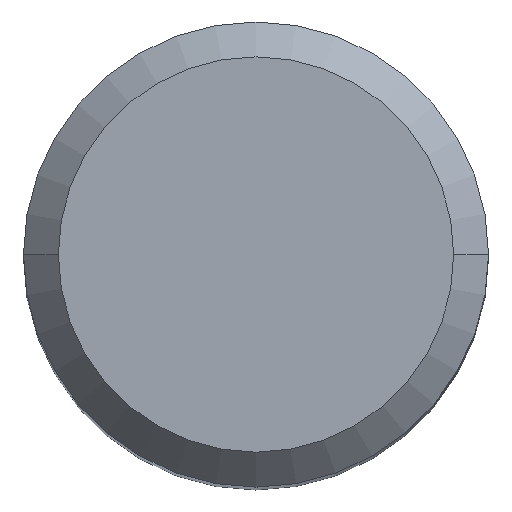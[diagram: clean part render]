
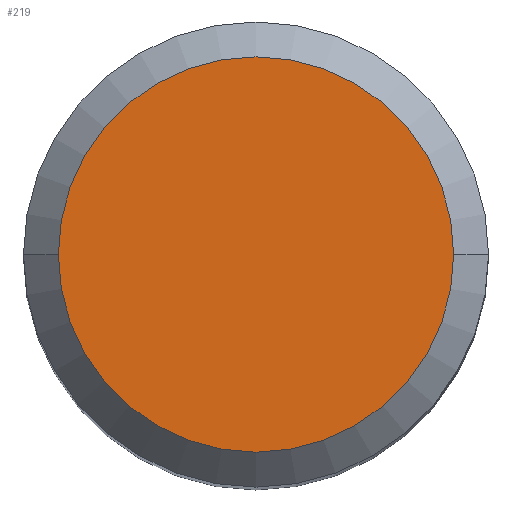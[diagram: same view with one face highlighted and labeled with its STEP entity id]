
A CAD part, top view. The second image highlights one B-rep face of the part: STEP entity #219.
In plain terms, the highlighted planar face has unit normal (0, 0, 1).
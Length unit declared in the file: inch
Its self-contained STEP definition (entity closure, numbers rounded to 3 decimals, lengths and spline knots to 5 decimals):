
#51 = CIRCLE ( 'NONE', #331, 0.2125 ) ;
#60 = DIRECTION ( 'NONE',  ( 1., 0., 0. ) ) ;
#82 = CARTESIAN_POINT ( 'NONE',  ( 0.2125, 0., 0. ) ) ;
#95 = CARTESIAN_POINT ( 'NONE',  ( 0., 0., 0. ) ) ;
#153 = EDGE_LOOP ( 'NONE', ( #461, #465 ) ) ;
#211 = CARTESIAN_POINT ( 'NONE',  ( 0., 0., 0. ) ) ;
#219 = ADVANCED_FACE ( 'NONE', ( #390 ), #470, .F. ) ;
#239 = VERTEX_POINT ( 'NONE', #82 ) ;
#242 = CIRCLE ( 'NONE', #309, 0.2125 ) ;
#249 = EDGE_CURVE ( 'NONE', #407, #239, #51, .T. ) ;
#260 = DIRECTION ( 'NONE',  ( 0., 0., 1. ) ) ;
#277 = DIRECTION ( 'NONE',  ( 0., 0., 1. ) ) ;
#309 = AXIS2_PLACEMENT_3D ( 'NONE', #454, #277, #428 ) ;
#318 = CARTESIAN_POINT ( 'NONE',  ( -0.2125, 0., 0. ) ) ;
#331 = AXIS2_PLACEMENT_3D ( 'NONE', #95, #260, #60 ) ;
#355 = DIRECTION ( 'NONE',  ( 0., 0., -1. ) ) ;
#390 = FACE_OUTER_BOUND ( 'NONE', #153, .T. ) ;
#407 = VERTEX_POINT ( 'NONE', #318 ) ;
#417 = EDGE_CURVE ( 'NONE', #239, #407, #242, .T. ) ;
#427 = DIRECTION ( 'NONE',  ( -1., 0., 0. ) ) ;
#428 = DIRECTION ( 'NONE',  ( 1., 0., 0. ) ) ;
#454 = CARTESIAN_POINT ( 'NONE',  ( 0., 0., 0. ) ) ;
#456 = AXIS2_PLACEMENT_3D ( 'NONE', #211, #355, #427 ) ;
#461 = ORIENTED_EDGE ( 'NONE', *, *, #249, .T. ) ;
#465 = ORIENTED_EDGE ( 'NONE', *, *, #417, .T. ) ;
#470 = PLANE ( 'NONE',  #456 ) ;
